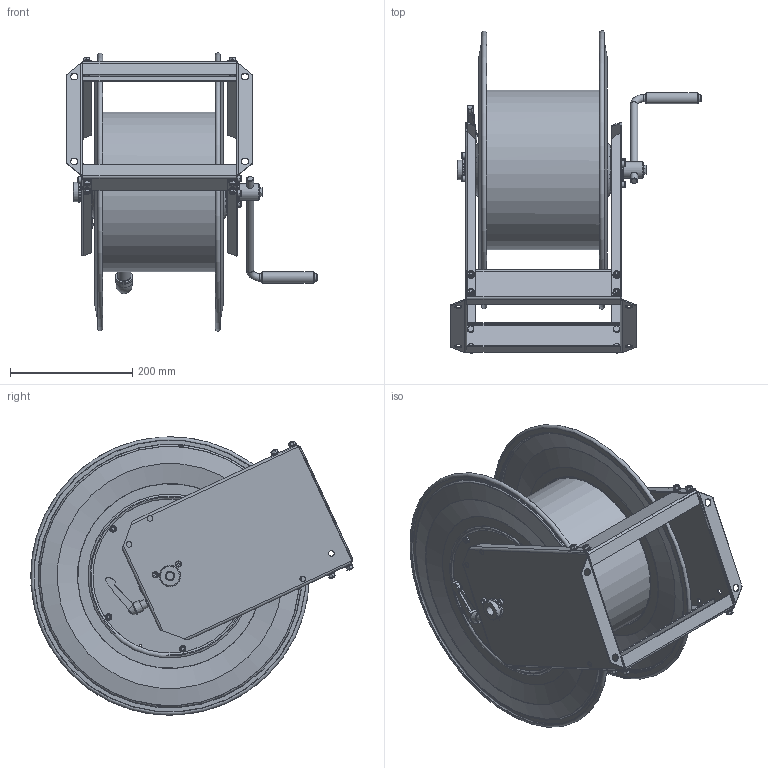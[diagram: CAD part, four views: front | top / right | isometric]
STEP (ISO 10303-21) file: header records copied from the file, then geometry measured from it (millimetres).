
FILE_DESCRIPTION (( 'STEP AP203' ), '1' );
FILE_NAME ('V10720010RM STKi2 2012.STEP', '2021-05-28T07:03:41', ( '' ), ( '' ), 'SwSTEP 2.0', 'SolidWorks 2021', '' );
FILE_SCHEMA (( 'CONFIG_CONTROL_DESIGN' ));
Length unit declared in the file: millimetre
Products named in the file (43): Trommelseite_links_DN12-19-24_Achse DN19; B10720047_Anschweissscheibe_STKi2_Ø72-Ø32x2; STKi2 Ständereinheit konfig_STKi2 20; E10700005_Sechskantmutter DIN 934-ISO4032_M6_VA_ISO - 4032 - M6 - W - N; E10720067-1-1 Lagerbuchse-Bremse STKi2 DN12+DN19; E10400370-1_Rohrbogen_STKi2-12_Ø21,3x2,6; E10720037 Sechskantschraube DIN 933 ISO 4017 M8 x 16-A2-70_DIN EN 24017 - M8 x 16-N; E10700001_6kt-Schraube M6x12-VA-DIN 933-ISO 4017_DIN EN 24017 - M6 x 12-N; E10720031_Sprengring DIN 7993 A32x_E10720031 Sprengring A32; E10450027_6kt-Mutter_M6-VA-DIN985; B10720050-2_Anlaufscheibe_STKi2; B107200191_StänderSTKi2_links; Bremslager-schwarzer Klemmhebel; Trommelseite_rechts_DN12_kpl; Querstrebe_STKi2 konfig_L„nge 251 STKi2 20; E10720038_Achse_STKi2_3-8; E10720033_Rolle f. Handkurbel_PA6 natur_STKi2; E10700095_Zylinderschraube mit I-6kt_DIN 4762-M6x16-A2-70_EN ISO 4762 M6 x 16 - 16N; B107200201_StänderSTKi2_rechts; E10720046_Handkurbel_o_Rolle_STKi2; V10720010RM STKi2 2012; E10700012_Lagerbuche_re_kpl_mit_Lagerschale Ø28; B107200211_Ständer links kpl STKi2_1-2+3-4; Trommelseite_STKi2; Trommelnabe STKi2 konfig_Nabe STKi2 20; Ständer rechts kpl STKi2; E10700134-KU_Lagerschale_rechts; B10720046_Anschweissscheibe_STKi2 Ø72-Ø28 x 2-VA; E10700127_Gleitlager-Buchse _PSM-2832-15; E10720077_6kt-Schraube M6x30-VA-DIN 933-ISO 4017_ISO 4014 - M6 x 30 x 18-N; E10720045-2_Achsstummel_STKi2; Gewindestange M6 konfig_STKi2 20; B107200491_Achse_re_kpl_STki2; E10720070_Klemmhebel 65-Größe 2-sw; E107000101 Sicherungssring_DIN 471 - 12 x 1-VA_Circlip DIN 471 - 12 x 1; E10700011_Seegerring A28x1,5 VA; B10720041_Handkurbel_kpl; Handkurbel_mit_Achse_STKi2; E10720041_Winkel 90起1_2IG-IG; B107200451_Achse links G1-2 kpl. mit Rohrbogen_STKi2 ...
Assembly tree (83 placements, depth 6):
  V10720010RM STKi2 2012
    STKi2 Ständereinheit konfig_STKi2 20
      Ständer rechts kpl STKi2
        B107200201_StänderSTKi2_rechts
        E10700012_Lagerbuche_re_kpl_mit_Lagerschale Ø28
          E10700134-KU_Lagerschale_rechts
          E10700127_Gleitlager-Buchse _PSM-2832-15
        E10700095_Zylinderschraube mit I-6kt_DIN 4762-M6x16-A2-70_EN ISO 4762 M6 x 16 - 16N  x3
      B107200211_Ständer links kpl STKi2_1-2+3-4
        B107200191_StänderSTKi2_links
        Bremslager-schwarzer Klemmhebel
          E10720067-1-1 Lagerbuchse-Bremse STKi2 DN12+DN19
          E10700128-1_Gleitlager-Buchse _GSM-3236-15
          E10720070_Klemmhebel 65-Größe 2-sw
          E10720077_6kt-Schraube M6x30-VA-DIN 933-ISO 4017_ISO 4014 - M6 x 30 x 18-N
        E10700095_Zylinderschraube mit I-6kt_DIN 4762-M6x16-A2-70_EN ISO 4762 M6 x 16 - 16N  x2
      Querstrebe_STKi2 konfig_L„nge 251 STKi2 20  x2
      E10700050_Federring A DIN 127-6-VA_Federring A127-6  x8
      E10700001_6kt-Schraube M6x12-VA-DIN 933-ISO 4017_DIN EN 24017 - M6 x 12-N  x8
      E10700005_Sechskantmutter DIN 934-ISO4032_M6_VA_ISO - 4032 - M6 - W - N  x8
    Trommel STKi2 20_STKi2 XX-12
      Trommelseite_links_DN12-19-24_Achse DN19
        Trommelseite_STKi2
        B107200451_Achse links G1-2 kpl. mit Rohrbogen_STKi2
          E10400370-1_Rohrbogen_STKi2-12_Ø21,3x2,6
          E10720041_Winkel 90起1_2IG-IG
          E10720038_Achse_STKi2_3-8
          B10720047_Anschweissscheibe_STKi2_Ø72-Ø32x2
        E10720031_Sprengring DIN 7993 A32x_E10720031 Sprengring A32
      Trommelseite_rechts_DN12_kpl
        Trommelseite_STKi2
        Handkurbel_mit_Achse_STKi2
          B107200491_Achse_re_kpl_STki2
            E10720045-2_Achsstummel_STKi2
            B10720046_Anschweissscheibe_STKi2 Ø72-Ø28 x 2-VA
          B10720041_Handkurbel_kpl
            E10720046_Handkurbel_o_Rolle_STKi2
            E10720033_Rolle f. Handkurbel_PA6 natur_STKi2
            E107000101 Sicherungssring_DIN 471 - 12 x 1-VA_Circlip DIN 471 - 12 x 1
          E10700011_Seegerring A28x1,5 VA
          E10720037 Sechskantschraube DIN 933 ISO 4017 M8 x 16-A2-70_DIN EN 24017 - M8 x 16-N
      Gewindestange M6 konfig_STKi2 20  x5
      Trommelnabe STKi2 konfig_Nabe STKi2 20
      E10450027_6kt-Mutter_M6-VA-DIN985  x10
      E10720031_Sprengring DIN 7993 A32x_E10720031 Sprengring A32
      B10720050-2_Anlaufscheibe_STKi2
Bounding box: 409.86 x 527.2 x 455.2 mm (x, y, z)
Volume: 1418276.2 mm3; surface area: 1640298.7 mm2
Topology: 70 solids, 72 shells, 1476 faces, 3175 edges, 1901 vertices
Faces by surface type: plane 719, cone 336, cylinder 329, torus 73, bspline 18, sphere 1
Full cylindrical faces by diameter (mm): 1.7 x2, 2 x2, 4.1 x2, 4.917 x22, 5 x12, 6 x29, 6.5 x29, 6.6 x4, 6.75 x20, 6.8 x1, 8 x1, 9 x1, 9.1 x8, 10 x33, 10.8 x1, 12 x9, 12.3 x1, 12.5 x1, 13 x3, 13.5 x1, 14.95 x1, 16.1 x2, 18.4 x1, 21 x2, 21.3 x2, 22 x1, 26 x2, 26.4 x1, 28 x3, 28.1 x1
Entity records: 24273 total; most frequent: CARTESIAN_POINT 4924, DIRECTION 2940, ORIENTED_EDGE 2428, EDGE_CURVE 1216, AXIS2_PLACEMENT_3D 1208, EDGE_LOOP 979, VERTEX_POINT 848, FACE_OUTER_BOUND 786
